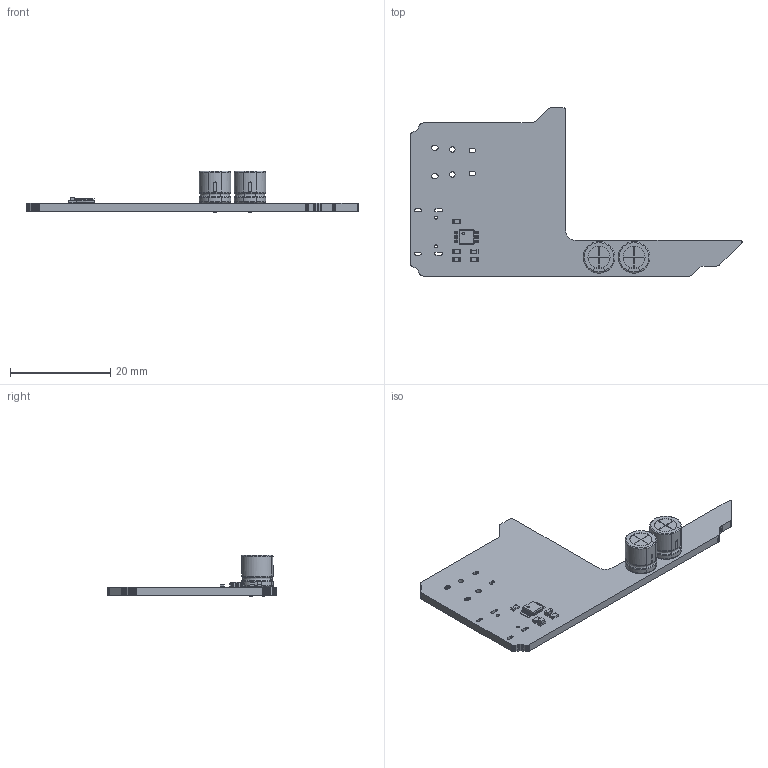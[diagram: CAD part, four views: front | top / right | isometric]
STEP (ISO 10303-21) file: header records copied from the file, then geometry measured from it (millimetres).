
FILE_DESCRIPTION(('KiCad electronic assembly'),'2;1');
FILE_NAME('BM62-Audio.step','2023-12-02T16:24:06',('Pcbnew'),('Kicad'), 'Open CASCADE STEP processor 7.7','KiCad to STEP converter','Unknown' );
FILE_SCHEMA(('AUTOMOTIVE_DESIGN { 1 0 10303 214 1 1 1 1 }'));
Length unit declared in the file: millimetre
Products named in the file (12): BM62-Audio 1; CP_Radial_D6.3mm_P2.50mm; SOLID; R_0603_1608Metric; MSOP-10_3x3mm_P0.5mm; LED_0603_1608Metric; C_0603_1608Metric; _autosave-BM62-Audio PCB
Assembly tree (14 placements, depth 3):
  BM62-Audio 1
    CP_Radial_D6.3mm_P2.50mm  x2
      SOLID
    R_0603_1608Metric  x3
      SOLID
    MSOP-10_3x3mm_P0.5mm
      SOLID
    LED_0603_1608Metric
      SOLID
    C_0603_1608Metric
      SOLID
    _autosave-BM62-Audio PCB
Bounding box: 66.39 x 33.6 x 8.3 mm (x, y, z)
Volume: 2260.9 mm3; surface area: 3249 mm2
Topology: 9 solids, 11 shells, 708 faces, 1924 edges, 1248 vertices
Faces by surface type: plane 535, cylinder 119, bspline 42, revolution 8, torus 4
Full cylindrical faces by diameter (mm): 0.5 x5, 0.6 x2, 0.8 x4, 1.1 x2
Entity records: 44506 total; most frequent: CARTESIAN_POINT 9016, DIRECTION 5841, LINE 4173, VECTOR 4173, ORIENTED_EDGE 3362, PCURVE 3362, DEFINITIONAL_REPRESENTATION 3362, EDGE_CURVE 1681
